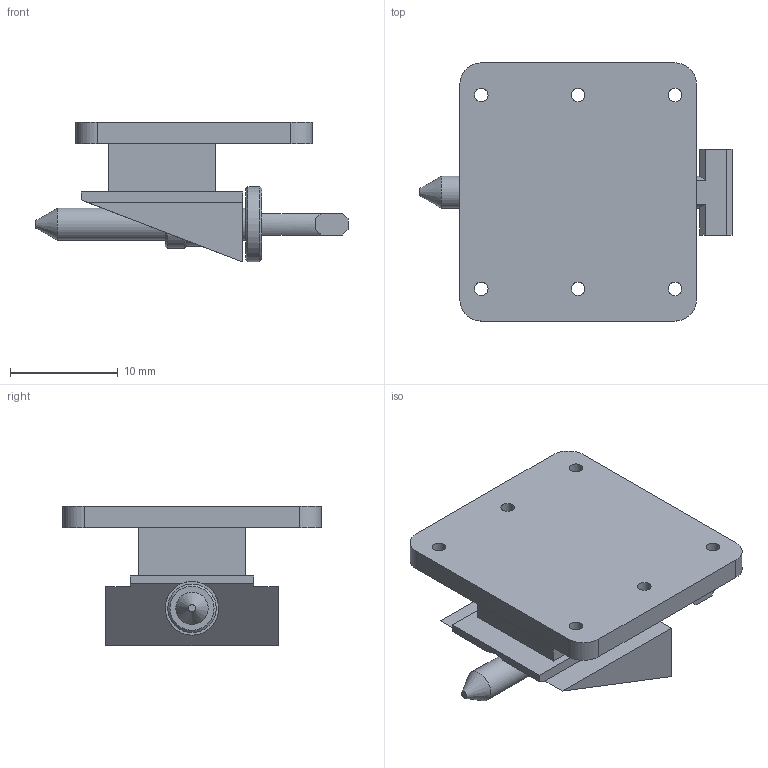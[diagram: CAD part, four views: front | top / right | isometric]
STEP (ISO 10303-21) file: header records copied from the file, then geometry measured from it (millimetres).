
FILE_DESCRIPTION(/* description */ (''),/* implementation_level */ '2;1');
FILE_NAME(/* name */ 'Large Mares sample holder.stp',/* time_stamp */ '2018-02-14T10:15:29+01:00',/* author */ (''),/* organization */ (''),/* preprocessor_version */ 'ST-DEVELOPER v16',/* originating_system */ 'SIEMENS PLM Software NX 10.0',/* authorisation */ '');
FILE_SCHEMA (('AUTOMOTIVE_DESIGN { 1 0 10303 214 3 1 1 1 }'));
Length unit declared in the file: millimetre
Products named in the file (4): BL29-ME-SXRS-EA03_A; BL29-ME-SXRS-EA02_A; BL29-ME-SXRS-EA12_A; Large Mares sample holder
Assembly tree (3 placements, depth 2):
  Large Mares sample holder
    BL29-ME-SXRS-EA12_A
    BL29-ME-SXRS-EA02_A
    BL29-ME-SXRS-EA03_A
Bounding box: 29 x 24 x 13 mm (x, y, z)
Volume: 2434.3 mm3; surface area: 2567.4 mm2
Topology: 3 solids, 3 shells, 65 faces, 168 edges, 114 vertices
Faces by surface type: plane 39, cylinder 19, cone 7
Full cylindrical faces by diameter (mm): 1.25 x6, 2.5 x1, 3 x1, 3.2 x1, 4.1 x1, 4.5 x1, 5 x1, 7 x1
Entity records: 1925 total; most frequent: DIRECTION 323, CARTESIAN_POINT 307, ORIENTED_EDGE 272, EDGE_CURVE 136, AXIS2_PLACEMENT_3D 118, EDGE_LOOP 105, VERTEX_POINT 101, LINE 87
